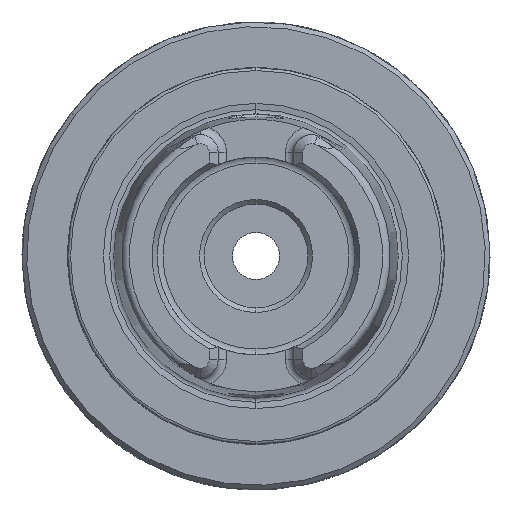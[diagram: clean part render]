
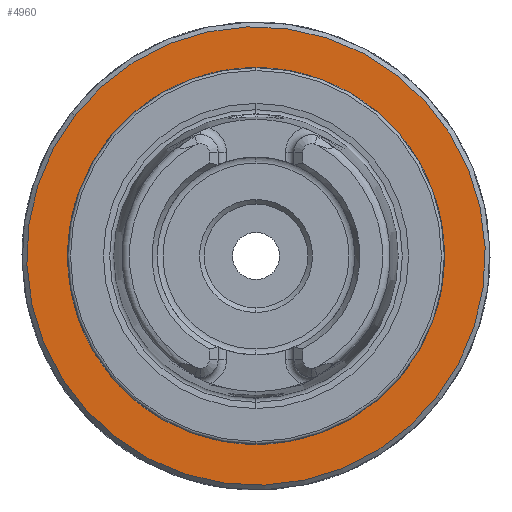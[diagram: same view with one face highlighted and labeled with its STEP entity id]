
A CAD part, left-side view. The second image highlights one B-rep face of the part: STEP entity #4960.
In plain terms, the highlighted planar face has unit normal (-1, 0, 0).
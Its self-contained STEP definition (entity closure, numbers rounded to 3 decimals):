
#1 = EDGE_CURVE ( 'NONE', #2359, #7667, #3699, .T. ) ;
#505 = DIRECTION ( 'NONE',  ( -1., 0., 0. ) ) ;
#520 = DIRECTION ( 'NONE',  ( -1., 0., 0. ) ) ;
#1282 = EDGE_CURVE ( 'NONE', #7667, #2359, #11496, .T. ) ;
#1430 = CARTESIAN_POINT ( 'NONE',  ( -22.5, 0., 0. ) ) ;
#1810 = ORIENTED_EDGE ( 'NONE', *, *, #9834, .T. ) ;
#2112 = DIRECTION ( 'NONE',  ( 0., 0., -1. ) ) ;
#2207 = VERTEX_POINT ( 'NONE', #6365 ) ;
#2224 = AXIS2_PLACEMENT_3D ( 'NONE', #3567, #505, #10777 ) ;
#2279 = DIRECTION ( 'NONE',  ( 0., 0., 1. ) ) ;
#2359 = VERTEX_POINT ( 'NONE', #8740 ) ;
#2965 = AXIS2_PLACEMENT_3D ( 'NONE', #10287, #7599, #2112 ) ;
#3245 = EDGE_LOOP ( 'NONE', ( #7534, #4809 ) ) ;
#3567 = CARTESIAN_POINT ( 'NONE',  ( -22.5, 0., 0. ) ) ;
#3699 = CIRCLE ( 'NONE', #8282, 19.25 ) ;
#3969 = FACE_OUTER_BOUND ( 'NONE', #5220, .T. ) ;
#4589 = CARTESIAN_POINT ( 'NONE',  ( -22.5, 0., -19.25 ) ) ;
#4667 = VERTEX_POINT ( 'NONE', #9847 ) ;
#4809 = ORIENTED_EDGE ( 'NONE', *, *, #1282, .F. ) ;
#4960 = ADVANCED_FACE ( 'NONE', ( #10957, #3969 ), #6687, .F. ) ;
#4966 = CARTESIAN_POINT ( 'NONE',  ( -22.5, 0., 0. ) ) ;
#5096 = DIRECTION ( 'NONE',  ( 0., 0., 1. ) ) ;
#5220 = EDGE_LOOP ( 'NONE', ( #5431, #1810 ) ) ;
#5431 = ORIENTED_EDGE ( 'NONE', *, *, #6397, .T. ) ;
#5580 = DIRECTION ( 'NONE',  ( -1., 0., 0. ) ) ;
#5930 = CARTESIAN_POINT ( 'NONE',  ( -22.5, 0., 0. ) ) ;
#6365 = CARTESIAN_POINT ( 'NONE',  ( -22.5, 0., 24.35 ) ) ;
#6375 = CIRCLE ( 'NONE', #10497, 24.35 ) ;
#6397 = EDGE_CURVE ( 'NONE', #4667, #2207, #8821, .T. ) ;
#6687 = PLANE ( 'NONE',  #2965 ) ;
#6841 = DIRECTION ( 'NONE',  ( 0., 0., 1. ) ) ;
#7534 = ORIENTED_EDGE ( 'NONE', *, *, #1, .F. ) ;
#7599 = DIRECTION ( 'NONE',  ( 1., 0., 0. ) ) ;
#7667 = VERTEX_POINT ( 'NONE', #4589 ) ;
#7783 = DIRECTION ( 'NONE',  ( -1., 0., 0. ) ) ;
#8282 = AXIS2_PLACEMENT_3D ( 'NONE', #4966, #5580, #5096 ) ;
#8740 = CARTESIAN_POINT ( 'NONE',  ( -22.5, 0., 19.25 ) ) ;
#8821 = CIRCLE ( 'NONE', #9174, 24.35 ) ;
#9174 = AXIS2_PLACEMENT_3D ( 'NONE', #1430, #7783, #2279 ) ;
#9834 = EDGE_CURVE ( 'NONE', #2207, #4667, #6375, .T. ) ;
#9847 = CARTESIAN_POINT ( 'NONE',  ( -22.5, 0., -24.35 ) ) ;
#10287 = CARTESIAN_POINT ( 'NONE',  ( -22.5, 19.25, 0. ) ) ;
#10497 = AXIS2_PLACEMENT_3D ( 'NONE', #5930, #520, #6841 ) ;
#10777 = DIRECTION ( 'NONE',  ( 0., 0., 1. ) ) ;
#10957 = FACE_BOUND ( 'NONE', #3245, .T. ) ;
#11496 = CIRCLE ( 'NONE', #2224, 19.25 ) ;
